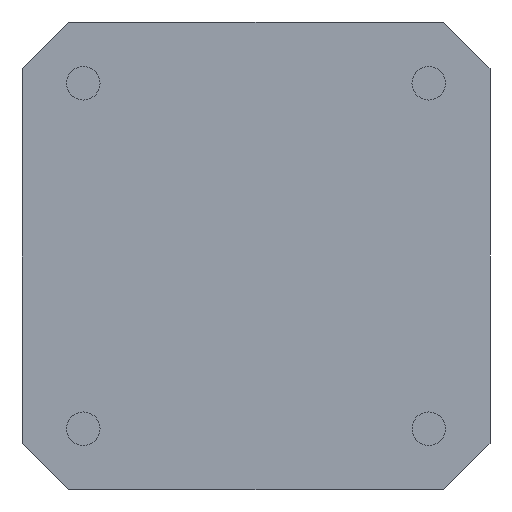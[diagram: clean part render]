
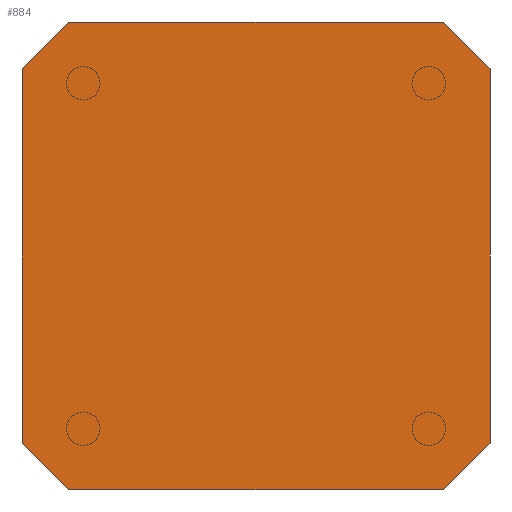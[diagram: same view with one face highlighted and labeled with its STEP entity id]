
A CAD part, front view. The second image highlights one B-rep face of the part: STEP entity #884.
In plain terms, the highlighted planar face has unit normal (0, -1, 0).
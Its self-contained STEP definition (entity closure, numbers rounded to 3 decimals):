
#18 = ORIENTED_EDGE ( 'NONE', *, *, #554, .T. ) ;
#19 = DIRECTION ( 'NONE',  ( -0.707, 0., -0.707 ) ) ;
#25 = ORIENTED_EDGE ( 'NONE', *, *, #399, .T. ) ;
#61 = ORIENTED_EDGE ( 'NONE', *, *, #872, .F. ) ;
#74 = LINE ( 'NONE', #214, #495 ) ;
#154 = AXIS2_PLACEMENT_3D ( 'NONE', #1129, #305, #416 ) ;
#156 = CARTESIAN_POINT ( 'NONE',  ( 0., -37., -42. ) ) ;
#157 = CARTESIAN_POINT ( 'NONE',  ( 37.8, -37., -42. ) ) ;
#207 = VERTEX_POINT ( 'NONE', #349 ) ;
#214 = CARTESIAN_POINT ( 'NONE',  ( 0., -37., 0. ) ) ;
#268 = DIRECTION ( 'NONE',  ( -1., 0., 0. ) ) ;
#293 = ORIENTED_EDGE ( 'NONE', *, *, #797, .F. ) ;
#305 = DIRECTION ( 'NONE',  ( 0., -1., 0. ) ) ;
#337 = CARTESIAN_POINT ( 'NONE',  ( 42., -37., 0. ) ) ;
#349 = CARTESIAN_POINT ( 'NONE',  ( 42., -37., -37.8 ) ) ;
#354 = EDGE_CURVE ( 'NONE', #805, #970, #900, .T. ) ;
#364 = LINE ( 'NONE', #525, #954 ) ;
#392 = VECTOR ( 'NONE', #1182, 1000. ) ;
#399 = EDGE_CURVE ( 'NONE', #810, #796, #1363, .T. ) ;
#416 = DIRECTION ( 'NONE',  ( 0., 0., -1. ) ) ;
#445 = VECTOR ( 'NONE', #919, 1000. ) ;
#446 = CARTESIAN_POINT ( 'NONE',  ( 42., -37., -4.2 ) ) ;
#462 = CARTESIAN_POINT ( 'NONE',  ( 37.8, -37., -42. ) ) ;
#471 = ORIENTED_EDGE ( 'NONE', *, *, #605, .F. ) ;
#489 = EDGE_CURVE ( 'NONE', #855, #970, #750, .T. ) ;
#490 = DIRECTION ( 'NONE',  ( -0.707, 0., 0.707 ) ) ;
#491 = CARTESIAN_POINT ( 'NONE',  ( 0., -37., -4.2 ) ) ;
#495 = VECTOR ( 'NONE', #739, 1000. ) ;
#497 = CARTESIAN_POINT ( 'NONE',  ( 4.2, -37., -42. ) ) ;
#525 = CARTESIAN_POINT ( 'NONE',  ( 0., -37., -4.2 ) ) ;
#529 = CARTESIAN_POINT ( 'NONE',  ( 0., -37., 0. ) ) ;
#554 = EDGE_CURVE ( 'NONE', #1163, #1104, #364, .T. ) ;
#557 = CARTESIAN_POINT ( 'NONE',  ( 4.2, -37., 0. ) ) ;
#572 = DIRECTION ( 'NONE',  ( 0., 0., -1. ) ) ;
#592 = ORIENTED_EDGE ( 'NONE', *, *, #354, .T. ) ;
#605 = EDGE_CURVE ( 'NONE', #805, #1104, #74, .T. ) ;
#626 = ORIENTED_EDGE ( 'NONE', *, *, #489, .F. ) ;
#629 = CARTESIAN_POINT ( 'NONE',  ( 37.8, -37., 0. ) ) ;
#637 = CARTESIAN_POINT ( 'NONE',  ( 37.8, -37., 0. ) ) ;
#705 = VECTOR ( 'NONE', #572, 1000. ) ;
#715 = LINE ( 'NONE', #529, #392 ) ;
#739 = DIRECTION ( 'NONE',  ( 0., 0., 1. ) ) ;
#740 = CARTESIAN_POINT ( 'NONE',  ( 0., -37., -37.8 ) ) ;
#750 = LINE ( 'NONE', #156, #859 ) ;
#779 = LINE ( 'NONE', #157, #445 ) ;
#796 = VERTEX_POINT ( 'NONE', #629 ) ;
#797 = EDGE_CURVE ( 'NONE', #810, #207, #1281, .T. ) ;
#805 = VERTEX_POINT ( 'NONE', #740 ) ;
#810 = VERTEX_POINT ( 'NONE', #446 ) ;
#812 = CARTESIAN_POINT ( 'NONE',  ( 4.2, -37., -42. ) ) ;
#855 = VERTEX_POINT ( 'NONE', #462 ) ;
#859 = VECTOR ( 'NONE', #268, 1000. ) ;
#872 = EDGE_CURVE ( 'NONE', #1163, #796, #715, .T. ) ;
#884 = ADVANCED_FACE ( 'NONE', ( #1257 ), #968, .T. ) ;
#900 = LINE ( 'NONE', #497, #932 ) ;
#919 = DIRECTION ( 'NONE',  ( 0.707, 0., 0.707 ) ) ;
#932 = VECTOR ( 'NONE', #1153, 1000. ) ;
#954 = VECTOR ( 'NONE', #19, 1000. ) ;
#968 = PLANE ( 'NONE',  #154 ) ;
#970 = VERTEX_POINT ( 'NONE', #812 ) ;
#1018 = ORIENTED_EDGE ( 'NONE', *, *, #1310, .T. ) ;
#1078 = VECTOR ( 'NONE', #490, 1000. ) ;
#1098 = EDGE_LOOP ( 'NONE', ( #1018, #293, #25, #61, #18, #471, #592, #626 ) ) ;
#1104 = VERTEX_POINT ( 'NONE', #491 ) ;
#1129 = CARTESIAN_POINT ( 'NONE',  ( 0., -37., 0. ) ) ;
#1153 = DIRECTION ( 'NONE',  ( 0.707, 0., -0.707 ) ) ;
#1163 = VERTEX_POINT ( 'NONE', #557 ) ;
#1182 = DIRECTION ( 'NONE',  ( 1., 0., 0. ) ) ;
#1257 = FACE_OUTER_BOUND ( 'NONE', #1098, .T. ) ;
#1281 = LINE ( 'NONE', #337, #705 ) ;
#1310 = EDGE_CURVE ( 'NONE', #855, #207, #779, .T. ) ;
#1363 = LINE ( 'NONE', #637, #1078 ) ;
